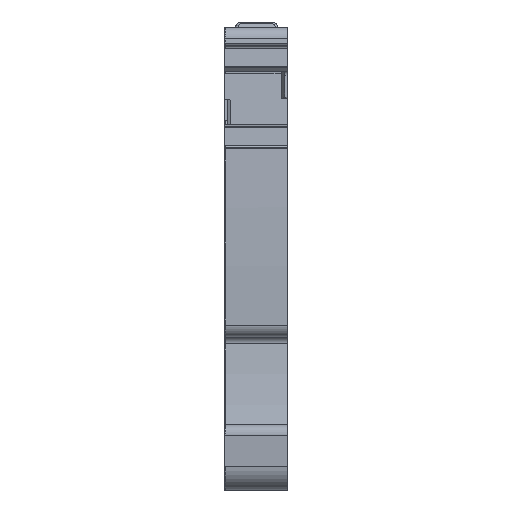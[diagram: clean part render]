
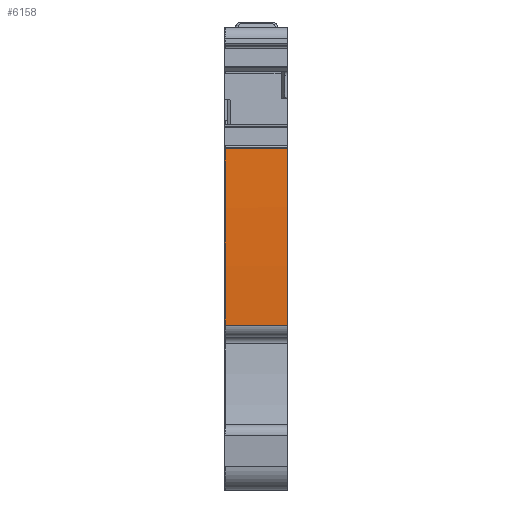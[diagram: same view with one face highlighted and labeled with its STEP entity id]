
A CAD part, front view. The second image highlights one B-rep face of the part: STEP entity #6158.
In plain terms, the highlighted cylindrical face has radius 154.9 mm (diameter 309.8 mm), a partial arc.
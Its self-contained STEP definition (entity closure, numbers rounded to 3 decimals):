
#1260=AXIS2_PLACEMENT_3D('Circle Axis2P3D',#1258,#1259,$) ;
#1267=AXIS2_PLACEMENT_3D('Circle Axis2P3D',#1265,#1266,$) ;
#5403=AXIS2_PLACEMENT_3D('Cylinder Axis2P3D',#5400,#5401,#5402) ;
#6148=AXIS2_PLACEMENT_3D('Circle Axis2P3D',#6146,#6147,$) ;
#1255=CARTESIAN_POINT('Vertex',(5.1,1.859,27.772)) ;
#1258=CARTESIAN_POINT('Axis2P3D Location',(5.1,156.388,17.05)) ;
#1262=CARTESIAN_POINT('Vertex',(5.1,1.529,13.45)) ;
#1265=CARTESIAN_POINT('Axis2P3D Location',(5.1,2.53,13.45)) ;
#1269=CARTESIAN_POINT('Vertex',(5.1,1.53,13.427)) ;
#5400=CARTESIAN_POINT('Axis2P3D Location',(2.55,156.388,17.05)) ;
#6120=CARTESIAN_POINT('Line Origine',(2.55,1.859,27.772)) ;
#6124=CARTESIAN_POINT('Vertex',(0.05,1.859,27.772)) ;
#6139=CARTESIAN_POINT('Line Origine',(2.55,1.53,13.427)) ;
#6143=CARTESIAN_POINT('Vertex',(0.05,1.53,13.427)) ;
#6146=CARTESIAN_POINT('Axis2P3D Location',(0.05,156.388,17.05)) ;
#1259=DIRECTION('Axis2P3D Direction',(1.,0.,0.)) ;
#1266=DIRECTION('Axis2P3D Direction',(1.,0.,0.)) ;
#5401=DIRECTION('Axis2P3D Direction',(1.,0.,0.)) ;
#5402=DIRECTION('Axis2P3D XDirection',(0.,-0.992,0.127)) ;
#6121=DIRECTION('Vector Direction',(1.,0.,0.)) ;
#6140=DIRECTION('Vector Direction',(1.,0.,0.)) ;
#6147=DIRECTION('Axis2P3D Direction',(1.,0.,0.)) ;
#6122=VECTOR('Line Direction',#6121,1.) ;
#6141=VECTOR('Line Direction',#6140,1.) ;
#6152=ORIENTED_EDGE('',*,*,#6145,.T.) ;
#6153=ORIENTED_EDGE('',*,*,#1271,.F.) ;
#6154=ORIENTED_EDGE('',*,*,#1264,.F.) ;
#6155=ORIENTED_EDGE('',*,*,#6126,.F.) ;
#6156=ORIENTED_EDGE('',*,*,#6150,.F.) ;
#6158=ADVANCED_FACE('MLD',(#6157),#5404,.T.) ;
#1261=CIRCLE('generated circle',#1260,154.9) ;
#1268=CIRCLE('generated circle',#1267,1.) ;
#6149=CIRCLE('generated circle',#6148,154.9) ;
#5404=CYLINDRICAL_SURFACE('generated cylinder',#5403,154.9) ;
#1264=EDGE_CURVE('',#1256,#1263,#1261,.T.) ;
#1271=EDGE_CURVE('',#1263,#1270,#1268,.T.) ;
#6126=EDGE_CURVE('',#6125,#1256,#6123,.T.) ;
#6145=EDGE_CURVE('',#6144,#1270,#6142,.T.) ;
#6150=EDGE_CURVE('',#6144,#6125,#6149,.F.) ;
#6151=EDGE_LOOP('',(#6152,#6153,#6154,#6155,#6156)) ;
#6157=FACE_OUTER_BOUND('',#6151,.T.) ;
#6123=LINE('Line',#6120,#6122) ;
#6142=LINE('Line',#6139,#6141) ;
#1256=VERTEX_POINT('',#1255) ;
#1263=VERTEX_POINT('',#1262) ;
#1270=VERTEX_POINT('',#1269) ;
#6125=VERTEX_POINT('',#6124) ;
#6144=VERTEX_POINT('',#6143) ;
